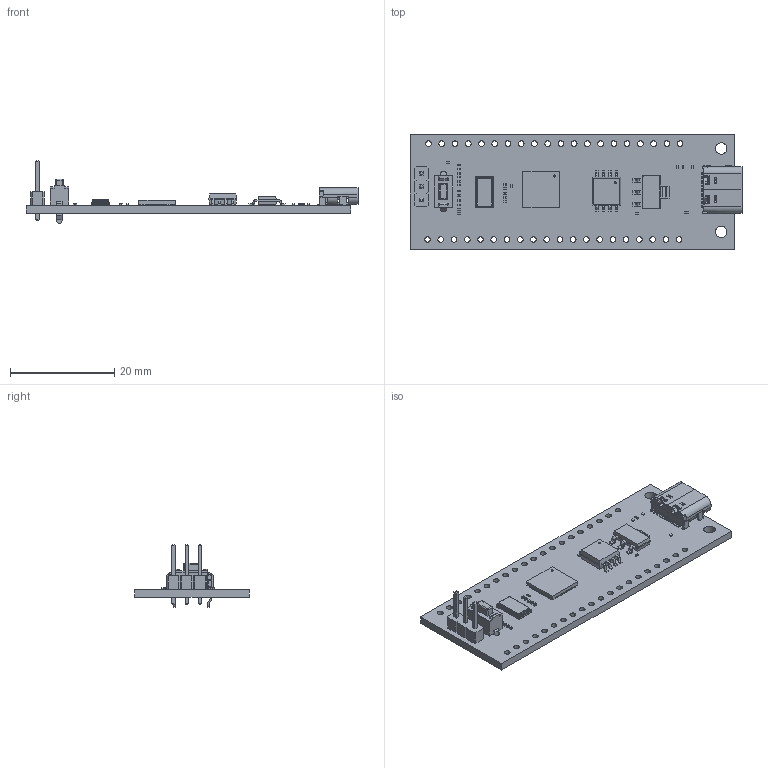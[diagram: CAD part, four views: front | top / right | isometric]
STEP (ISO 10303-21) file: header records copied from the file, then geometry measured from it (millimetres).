
FILE_DESCRIPTION(('KiCad electronic assembly'),'2;1');
FILE_NAME('Tony''s devboard.step','2025-11-29T15:23:04',('Pcbnew'),( 'Kicad'),'Open CASCADE STEP processor 7.9','KiCad to STEP converter' ,'Unknown');
FILE_SCHEMA(('AUTOMOTIVE_DESIGN { 1 0 10303 214 1 1 1 1 }'));
Length unit declared in the file: millimetre
Products named in the file (11): Tony's devboard 1; C_0201_0603Metric; SOT-223; R_0201_0603Metric; USB_C_Receptacle_GCT_USB4105-xx-A_16P_TopMnt_Horizontal; PinHeader_1x03_P2.54mm_Vertical; SW_PUSH_1P1T_6x3.5mm_H5.0_APEM_MJTP1250; QFN-56-1EP_7x7mm_P0.4mm_EP3.2x3.2mm; Crystal_SMD_0603-4Pin_6.0x3.5mm; SOIC-8_5.3x5.3mm_P1.27mm; Tony's devboard_PCB
Assembly tree (32 placements, depth 2):
  Tony's devboard 1
    C_0201_0603Metric  x17
    SOT-223
    R_0201_0603Metric  x7
    USB_C_Receptacle_GCT_USB4105-xx-A_16P_TopMnt_Horizontal
    PinHeader_1x03_P2.54mm_Vertical
    SW_PUSH_1P1T_6x3.5mm_H5.0_APEM_MJTP1250
    QFN-56-1EP_7x7mm_P0.4mm_EP3.2x3.2mm
    Crystal_SMD_0603-4Pin_6.0x3.5mm
    SOIC-8_5.3x5.3mm_P1.27mm
    Tony's devboard_PCB
Bounding box: 63.69 x 22 x 12.04 mm (x, y, z)
Volume: 2399.7 mm3; surface area: 4436.3 mm2
Topology: 67 solids, 67 shells, 2281 faces, 5953 edges, 3836 vertices
Faces by surface type: plane 1609, cylinder 600, torus 36, bspline 20, cone 8, sphere 8
Full cylindrical faces by diameter (mm): 0.4 x1, 0.5 x2, 0.65 x2, 1 x3, 1.09 x40, 1.3 x2, 2.2 x2
Entity records: 64474 total; most frequent: CARTESIAN_POINT 9371, ORIENTED_EDGE 8768, DIRECTION 8469, EDGE_CURVE 4385, LINE 3561, VECTOR 3561, VERTEX_POINT 2804, AXIS2_PLACEMENT_3D 2454
